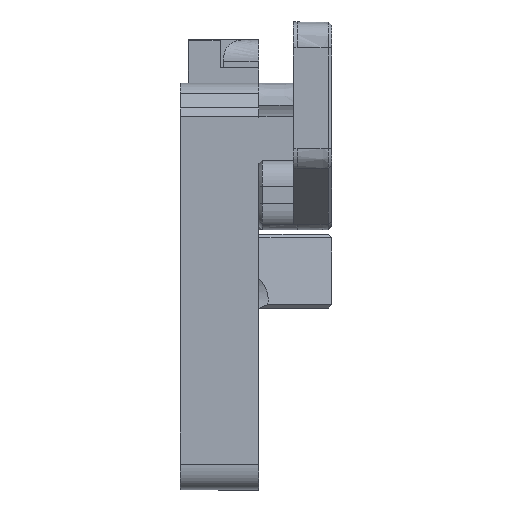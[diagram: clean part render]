
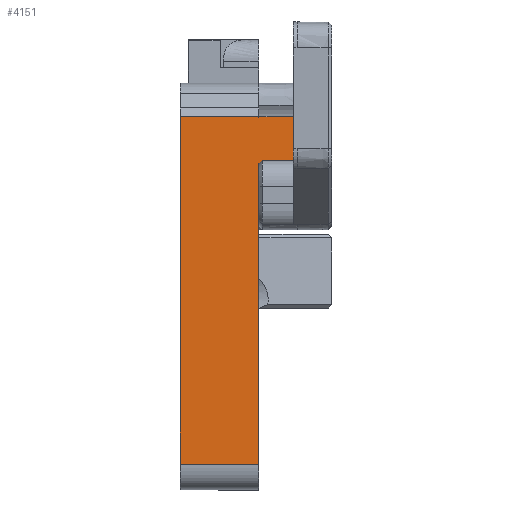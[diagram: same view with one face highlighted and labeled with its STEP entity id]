
A CAD part, front view. The second image highlights one B-rep face of the part: STEP entity #4151.
In plain terms, the highlighted planar face has unit normal (0, -1, 0).
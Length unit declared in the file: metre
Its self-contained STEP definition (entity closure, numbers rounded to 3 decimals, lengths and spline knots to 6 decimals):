
#192=LINE('',#5746,#463);
#231=LINE('',#6018,#502);
#239=LINE('',#6064,#510);
#240=LINE('',#6066,#511);
#241=LINE('',#6068,#512);
#242=LINE('',#6070,#513);
#243=LINE('',#6071,#514);
#244=LINE('',#6073,#515);
#245=LINE('',#6075,#516);
#463=VECTOR('',#4724,1.);
#502=VECTOR('',#4819,1.);
#510=VECTOR('',#4833,1.);
#511=VECTOR('',#4834,1.);
#512=VECTOR('',#4835,1.);
#513=VECTOR('',#4836,1.);
#514=VECTOR('',#4837,1.);
#515=VECTOR('',#4838,1.);
#516=VECTOR('',#4839,1.);
#1177=ORIENTED_EDGE('',*,*,#2332,.T.);
#1178=ORIENTED_EDGE('',*,*,#2432,.T.);
#1179=ORIENTED_EDGE('',*,*,#2433,.T.);
#1180=ORIENTED_EDGE('',*,*,#2434,.F.);
#1181=ORIENTED_EDGE('',*,*,#2435,.F.);
#1182=ORIENTED_EDGE('',*,*,#2418,.T.);
#1183=ORIENTED_EDGE('',*,*,#2436,.F.);
#1184=ORIENTED_EDGE('',*,*,#2437,.F.);
#1185=ORIENTED_EDGE('',*,*,#2438,.T.);
#2332=EDGE_CURVE('',#2971,#2970,#192,.T.);
#2418=EDGE_CURVE('',#3045,#3044,#231,.T.);
#2432=EDGE_CURVE('',#2970,#3056,#239,.T.);
#2433=EDGE_CURVE('',#3056,#3057,#240,.F.);
#2434=EDGE_CURVE('',#3058,#3057,#241,.T.);
#2435=EDGE_CURVE('',#3045,#3058,#242,.T.);
#2436=EDGE_CURVE('',#3059,#3044,#243,.T.);
#2437=EDGE_CURVE('',#3060,#3059,#244,.T.);
#2438=EDGE_CURVE('',#3060,#2971,#245,.T.);
#2970=VERTEX_POINT('',#5745);
#2971=VERTEX_POINT('',#5747);
#3044=VERTEX_POINT('',#6017);
#3045=VERTEX_POINT('',#6019);
#3056=VERTEX_POINT('',#6065);
#3057=VERTEX_POINT('',#6067);
#3058=VERTEX_POINT('',#6069);
#3059=VERTEX_POINT('',#6072);
#3060=VERTEX_POINT('',#6074);
#3439=EDGE_LOOP('',(#1177,#1178,#1179,#1180,#1181,#1182,#1183,#1184,#1185));
#3741=FACE_BOUND('',#3439,.T.);
#4026=PLANE('',#4426);
#4151=ADVANCED_FACE('',(#3741),#4026,.F.);
#4426=AXIS2_PLACEMENT_3D('',#6063,#4831,#4832);
#4724=DIRECTION('',(0.,0.,1.));
#4819=DIRECTION('',(-1.,0.,0.));
#4831=DIRECTION('',(0.,1.,0.));
#4832=DIRECTION('',(0.,0.,1.));
#4833=DIRECTION('',(0.,0.,1.));
#4834=DIRECTION('',(-0.707,0.,-0.707));
#4835=DIRECTION('',(-1.,0.,0.));
#4836=DIRECTION('',(0.,0.,-1.));
#4837=DIRECTION('',(1.,0.,0.));
#4838=DIRECTION('',(0.,0.,1.));
#4839=DIRECTION('',(1.,0.,0.));
#5745=CARTESIAN_POINT('',(0.03619,-0.092013,-0.030022));
#5746=CARTESIAN_POINT('',(0.03619,-0.092013,-0.034529));
#5747=CARTESIAN_POINT('',(0.03619,-0.092013,-0.057484));
#6017=CARTESIAN_POINT('',(0.03619,-0.092013,-0.017362));
#6018=CARTESIAN_POINT('',(0.04019,-0.092013,-0.017362));
#6019=CARTESIAN_POINT('',(0.04019,-0.092013,-0.017362));
#6063=CARTESIAN_POINT('',(0.03211,-0.092013,-0.007684));
#6064=CARTESIAN_POINT('',(0.03619,-0.092013,-0.034529));
#6065=CARTESIAN_POINT('',(0.03619,-0.092013,-0.022822));
#6066=CARTESIAN_POINT('',(0.041719,-0.092013,-0.017293));
#6067=CARTESIAN_POINT('',(0.03659,-0.092013,-0.022422));
#6068=CARTESIAN_POINT('',(0.04019,-0.092013,-0.022422));
#6069=CARTESIAN_POINT('',(0.04019,-0.092013,-0.022422));
#6070=CARTESIAN_POINT('',(0.04019,-0.092013,-0.019892));
#6071=CARTESIAN_POINT('',(0.03111,-0.092013,-0.017362));
#6072=CARTESIAN_POINT('',(0.02711,-0.092013,-0.017362));
#6073=CARTESIAN_POINT('',(0.02711,-0.092013,-0.036484));
#6074=CARTESIAN_POINT('',(0.02711,-0.092013,-0.057484));
#6075=CARTESIAN_POINT('',(0.02941,-0.092013,-0.057484));
